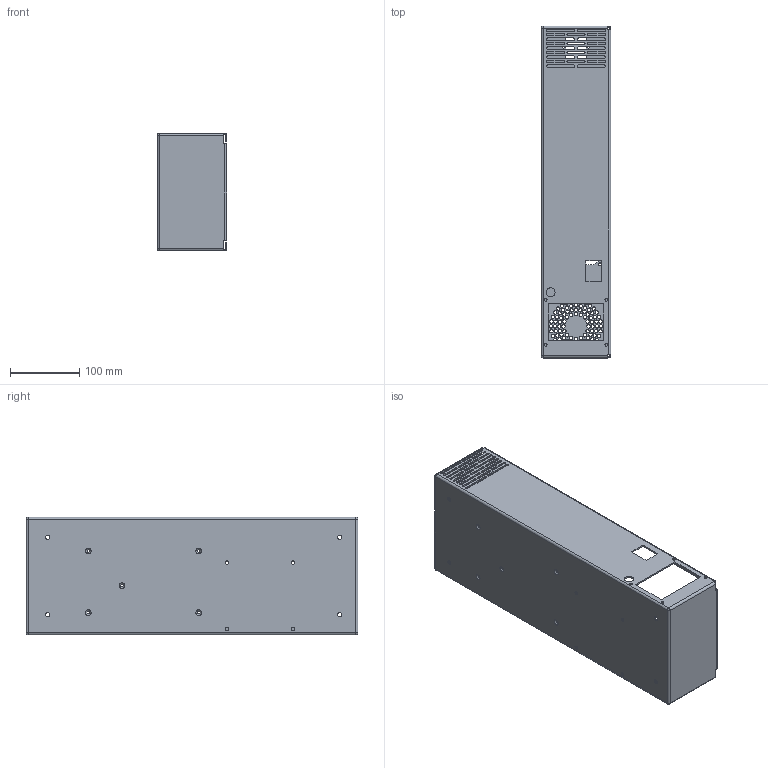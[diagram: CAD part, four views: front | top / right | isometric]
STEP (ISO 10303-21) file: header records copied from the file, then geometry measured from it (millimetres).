
FILE_DESCRIPTION(('FreeCAD Model'),'2;1');
FILE_NAME('electronic_chassis_v0.3_PP-MP0110.step','2015-11-25T14:55:49',('Author'),(''), 'Open CASCADE STEP processor 6.7','FreeCAD','Unknown');
FILE_SCHEMA(('AUTOMOTIVE_DESIGN_CC2 { 1 2 10303 214 -1 1 5 4 }'));
Length unit declared in the file: millimetre
Products named in the file (2): ASSEMBLY; Pocket017
Assembly tree (1 placements, depth 2):
  ASSEMBLY
    Pocket017
Bounding box: 100.6 x 480 x 170 mm (x, y, z)
Volume: 412240.3 mm3; surface area: 418200.7 mm2
Topology: 1 solids, 1 shells, 360 faces, 1050 edges, 685 vertices
Faces by surface type: cylinder 242, plane 101, cone 9, sphere 8
Full cylindrical faces by diameter (mm): 3 x2, 3.4 x2, 3.81 x4, 4 x1, 4.2 x5, 4.22 x18, 4.4 x4, 5 x110, 6.35 x4, 13 x1, 30.73 x1
Entity records: 26563 total; most frequent: CARTESIAN_POINT 5317, DIRECTION 3954, ORIENTED_EDGE 2084, PCURVE 2084, DEFINITIONAL_REPRESENTATION 2084, LINE 1935, VECTOR 1935, EDGE_CURVE 1042
